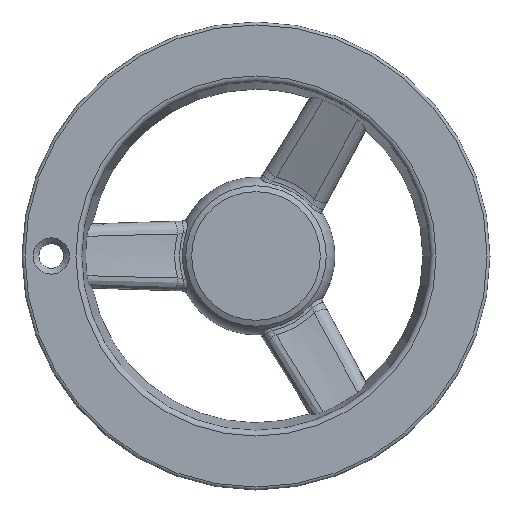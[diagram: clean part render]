
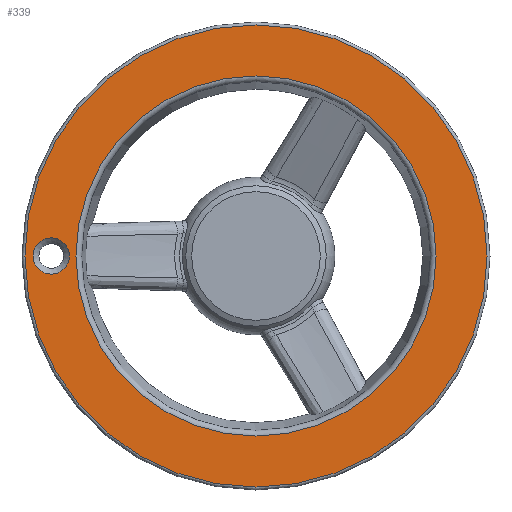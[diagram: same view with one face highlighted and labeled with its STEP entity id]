
A CAD part, left-side view. The second image highlights one B-rep face of the part: STEP entity #339.
In plain terms, the highlighted planar face has unit normal (-1, 0, 0).
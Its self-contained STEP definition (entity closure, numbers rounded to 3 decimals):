
#339=ADVANCED_FACE('',(#529,#449,#530),#429,.F.);
#429=PLANE('',#1568);
#449=FACE_OUTER_BOUND('',#561,.T.);
#529=FACE_BOUND('',#560,.T.);
#530=FACE_BOUND('',#562,.T.);
#560=EDGE_LOOP('',(#671));
#561=EDGE_LOOP('',(#672));
#562=EDGE_LOOP('',(#673));
#671=ORIENTED_EDGE('',*,*,#1262,.T.);
#672=ORIENTED_EDGE('',*,*,#1263,.T.);
#673=ORIENTED_EDGE('',*,*,#1264,.F.);
#1115=VERTEX_POINT('',#2037);
#1116=VERTEX_POINT('',#2039);
#1117=VERTEX_POINT('',#2041);
#1262=EDGE_CURVE('',#1115,#1115,#1484,.T.);
#1263=EDGE_CURVE('',#1116,#1116,#1485,.T.);
#1264=EDGE_CURVE('',#1117,#1117,#1486,.T.);
#1484=CIRCLE('',#1565,6.2);
#1485=CIRCLE('',#1566,79.);
#1486=CIRCLE('',#1567,61.562);
#1565=AXIS2_PLACEMENT_3D('',#2036,#1713,#1714);
#1566=AXIS2_PLACEMENT_3D('',#2038,#1715,#1716);
#1567=AXIS2_PLACEMENT_3D('',#2040,#1717,#1718);
#1568=AXIS2_PLACEMENT_3D('',#2042,#1719,#1720);
#1713=DIRECTION('',(1.,0.,0.));
#1714=DIRECTION('',(0.,0.,-1.));
#1715=DIRECTION('',(-1.,0.,0.));
#1716=DIRECTION('',(0.,0.,1.));
#1717=DIRECTION('',(-1.,0.,0.));
#1718=DIRECTION('',(0.,0.,1.));
#1719=DIRECTION('',(1.,0.,0.));
#1720=DIRECTION('',(0.,0.,-1.));
#2036=CARTESIAN_POINT('',(297.5,236.5,0.));
#2037=CARTESIAN_POINT('',(297.5,236.5,-6.2));
#2038=CARTESIAN_POINT('',(297.5,166.5,0.));
#2039=CARTESIAN_POINT('',(297.5,166.5,79.));
#2040=CARTESIAN_POINT('',(297.5,166.5,0.));
#2041=CARTESIAN_POINT('',(297.5,166.5,61.562));
#2042=CARTESIAN_POINT('',(297.5,87.5,0.));
